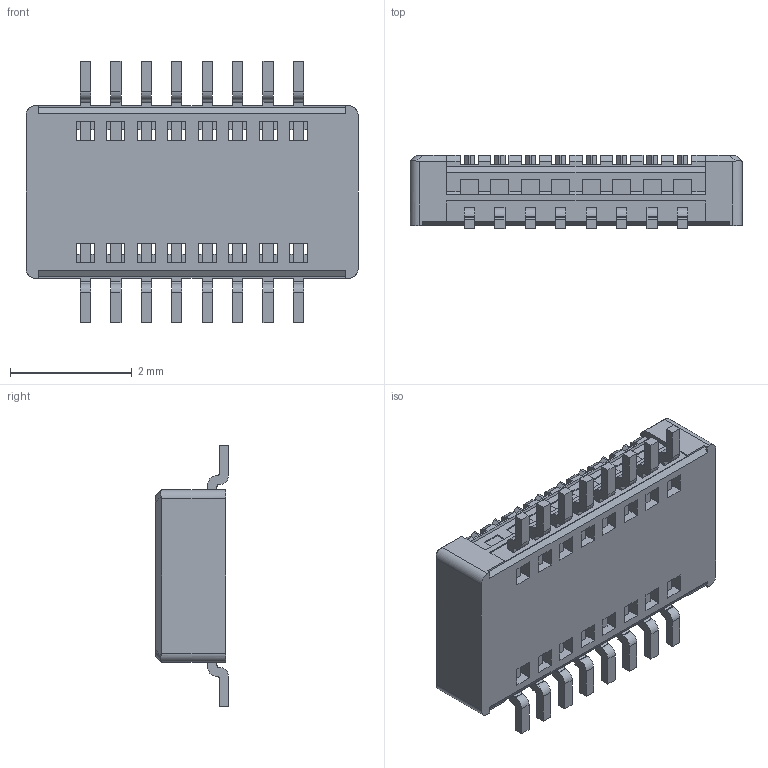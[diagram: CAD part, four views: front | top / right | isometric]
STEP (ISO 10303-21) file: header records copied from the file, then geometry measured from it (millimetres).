
FILE_DESCRIPTION((''),'1');
FILE_NAME('555600168','2004-03-31T',('gagurunandan'),(''),'PRO/ENGINEER BY PARAMETRIC TECHNOLOGY CORPORATION, 9902','PRO/ENGINEER BY PARAMETRIC TECHNOLOGY CORPORATION, 9902','');
FILE_SCHEMA(('CONFIG_CONTROL_DESIGN'));
Length unit declared in the file: millimetre
Products named in the file (1): 555600168
Bounding box: 5.45 x 1.2 x 4.3 mm (x, y, z)
Volume: 9.3 mm3; surface area: 86.2 mm2
Topology: 1 solids, 1 shells, 708 faces, 2158 edges, 1404 vertices
Faces by surface type: plane 608, cylinder 96, torus 4
Entity records: 23950 total; most frequent: CARTESIAN_POINT 4348, ORIENTED_EDGE 4316, DIRECTION 3742, EDGE_CURVE 2158, VECTOR 1958, LINE 1958, VERTEX_POINT 1404, AXIS2_PLACEMENT_3D 892
